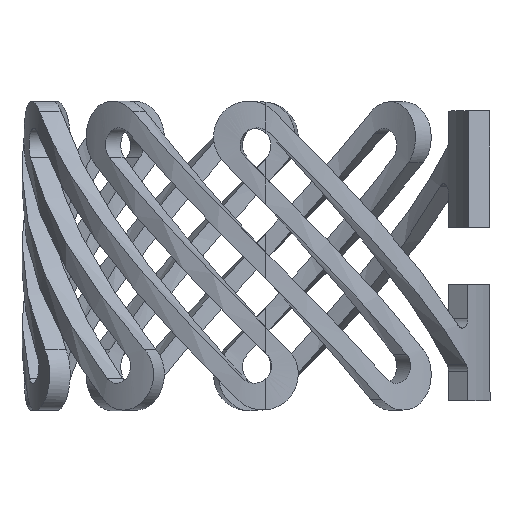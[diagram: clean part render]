
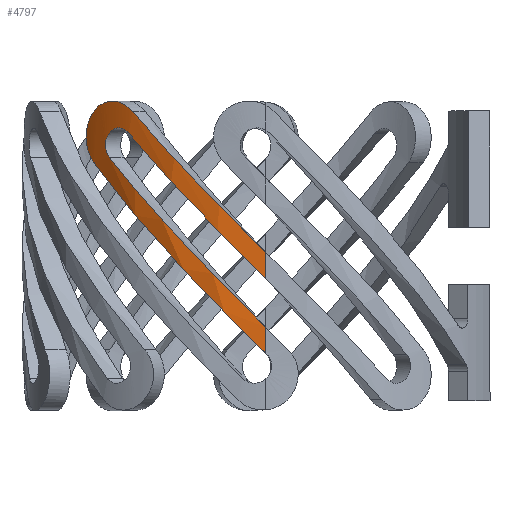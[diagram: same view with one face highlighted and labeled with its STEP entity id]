
A CAD part, top view. The second image highlights one B-rep face of the part: STEP entity #4797.
In plain terms, the highlighted cylindrical face has radius 10.5 mm (diameter 21 mm), a partial arc.
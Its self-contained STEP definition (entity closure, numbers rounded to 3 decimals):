
#23 = CARTESIAN_POINT ( 'NONE',  ( -2.015, -0.213, -12.215 ) ) ;
#79 = CARTESIAN_POINT ( 'NONE',  ( -0.587, 1.57, -12. ) ) ;
#94 = CARTESIAN_POINT ( 'NONE',  ( 0.425, -2.653, -12. ) ) ;
#119 = CARTESIAN_POINT ( 'NONE',  ( 0.425, -38.934, -12. ) ) ;
#323 = CARTESIAN_POINT ( 'NONE',  ( -5.572, 6.884, -13.879 ) ) ;
#353 = CARTESIAN_POINT ( 'NONE',  ( -7.175, 4.768, -15.254 ) ) ;
#381 = CARTESIAN_POINT ( 'NONE',  ( -0.622, 0.474, -12. ) ) ;
#446 = CARTESIAN_POINT ( 'NONE',  ( -6.411, 4.818, -14.53 ) ) ;
#448 = CARTESIAN_POINT ( 'NONE',  ( -6.318, 4.669, -14.452 ) ) ;
#732 = ORIENTED_EDGE ( 'NONE', *, *, #3873, .T. ) ;
#797 = CARTESIAN_POINT ( 'NONE',  ( -7.307, 5.746, -15.397 ) ) ;
#821 = CARTESIAN_POINT ( 'NONE',  ( -4.624, 4.662, -13.234 ) ) ;
#957 = DIRECTION ( 'NONE',  ( 0., 0., -1. ) ) ;
#988 = CARTESIAN_POINT ( 'NONE',  ( 0.425, -38.934, -12. ) ) ;
#1191 = ORIENTED_EDGE ( 'NONE', *, *, #3768, .T. ) ;
#1234 = CARTESIAN_POINT ( 'NONE',  ( -7.098, 6.484, -15.174 ) ) ;
#1243 = EDGE_LOOP ( 'NONE', ( #2092, #2995, #4667, #3079, #4956, #1191, #1412, #732 ) ) ;
#1357 = CARTESIAN_POINT ( 'NONE',  ( -5.756, 5.925, -14.01 ) ) ;
#1392 = CYLINDRICAL_SURFACE ( 'NONE', #2530, 10.5 ) ;
#1412 = ORIENTED_EDGE ( 'NONE', *, *, #5425, .T. ) ;
#1438 = CARTESIAN_POINT ( 'NONE',  ( -5.313, 6.629, -13.706 ) ) ;
#1475 = EDGE_CURVE ( 'NONE', #3564, #4811, #5045, .T. ) ;
#1660 = VERTEX_POINT ( 'NONE', #448 ) ;
#1675 = CARTESIAN_POINT ( 'NONE',  ( -6.497, 7.039, -14.603 ) ) ;
#1738 = CARTESIAN_POINT ( 'NONE',  ( -2.322, -1.038, -12.273 ) ) ;
#1778 = CARTESIAN_POINT ( 'NONE',  ( -5.313, 6.629, -13.706 ) ) ;
#1803 = CARTESIAN_POINT ( 'NONE',  ( -6.424, 5.571, -14.54 ) ) ;
#1829 = CARTESIAN_POINT ( 'NONE',  ( -4.309, 2.228, -13.049 ) ) ;
#1884 = CARTESIAN_POINT ( 'NONE',  ( -1.598, 2.582, -12.147 ) ) ;
#1925 = DIRECTION ( 'NONE',  ( 0., 1., 0. ) ) ;
#2092 = ORIENTED_EDGE ( 'NONE', *, *, #5316, .T. ) ;
#2121 = CARTESIAN_POINT ( 'NONE',  ( -5.877, 7.04, -14.099 ) ) ;
#2152 = CARTESIAN_POINT ( 'NONE',  ( -7.098, 4.601, -15.174 ) ) ;
#2178 = CARTESIAN_POINT ( 'NONE',  ( 0.425, -0.573, -12. ) ) ;
#2181 = CARTESIAN_POINT ( 'NONE',  ( -6.996, 4.457, -15.072 ) ) ;
#2248 = CARTESIAN_POINT ( 'NONE',  ( -6.468, 4.998, -14.579 ) ) ;
#2273 = CARTESIAN_POINT ( 'NONE',  ( 0.425, -2.653, -12. ) ) ;
#2530 = AXIS2_PLACEMENT_3D ( 'NONE', #3207, #5014, #957 ) ;
#2543 = B_SPLINE_CURVE_WITH_KNOTS ( 'NONE', 3,
 ( #2699, #4500, #446, #2248, #4059, #5860, #1803, #3618, #5420, #1357, #3170, #4979 ),
 .UNSPECIFIED., .F., .F.,
 ( 4, 2, 2, 2, 2, 4 ),
 ( 0., 0.125, 0.25, 0.5, 0.75, 1. ),
 .UNSPECIFIED. ) ;
#2575 = CARTESIAN_POINT ( 'NONE',  ( -5.313, 6.629, -13.706 ) ) ;
#2607 = CARTESIAN_POINT ( 'NONE',  ( -7.307, 5.339, -15.397 ) ) ;
#2635 = CARTESIAN_POINT ( 'NONE',  ( -3.67, 3.615, -12.775 ) ) ;
#2699 = CARTESIAN_POINT ( 'NONE',  ( -6.318, 4.669, -14.452 ) ) ;
#2784 = CARTESIAN_POINT ( 'NONE',  ( -5.489, 5.709, -13.824 ) ) ;
#2794 = DIRECTION ( 'NONE',  ( 0., 1., 0. ) ) ;
#2908 = VECTOR ( 'NONE', #1925, 1000. ) ;
#2995 = ORIENTED_EDGE ( 'NONE', *, *, #1475, .T. ) ;
#3045 = CARTESIAN_POINT ( 'NONE',  ( -7.175, 6.318, -15.254 ) ) ;
#3079 = ORIENTED_EDGE ( 'NONE', *, *, #5067, .T. ) ;
#3170 = CARTESIAN_POINT ( 'NONE',  ( -5.603, 5.847, -13.902 ) ) ;
#3207 = CARTESIAN_POINT ( 'NONE',  ( 0.425, -38.934, -22.5 ) ) ;
#3309 = CARTESIAN_POINT ( 'NONE',  ( 0.425, -0.573, -12. ) ) ;
#3387 = B_SPLINE_CURVE_WITH_KNOTS ( 'NONE', 3,
 ( #2575, #4376, #323, #2121, #3938, #5738, #1675, #3493, #5299, #1234, #3045, #4853, #797, #2607, #4408, #353, #2152, #3968 ),
 .UNSPECIFIED., .F., .F.,
 ( 4, 2, 2, 2, 2, 2, 2, 2, 4 ),
 ( 0., 0.125, 0.25, 0.375, 0.5, 0.625, 0.75, 0.875, 1. ),
 .UNSPECIFIED. ) ;
#3493 = CARTESIAN_POINT ( 'NONE',  ( -6.775, 6.883, -14.855 ) ) ;
#3537 = B_SPLINE_CURVE_WITH_KNOTS ( 'NONE', 3,
 ( #2181, #3995, #5799, #1738, #3552, #5362 ),
 .UNSPECIFIED., .F., .F.,
 ( 4, 2, 4 ),
 ( 0., 0.498, 0.997 ),
 .UNSPECIFIED. ) ;
#3552 = CARTESIAN_POINT ( 'NONE',  ( -0.948, -2.411, -12. ) ) ;
#3564 = VERTEX_POINT ( 'NONE', #4773 ) ;
#3618 = CARTESIAN_POINT ( 'NONE',  ( -6.212, 5.847, -14.363 ) ) ;
#3642 = CARTESIAN_POINT ( 'NONE',  ( -5.383, 3.449, -13.668 ) ) ;
#3692 = VERTEX_POINT ( 'NONE', #1778 ) ;
#3703 = CARTESIAN_POINT ( 'NONE',  ( -3.538, 4.605, -12.724 ) ) ;
#3768 = EDGE_CURVE ( 'NONE', #5759, #4872, #4178, .T. ) ;
#3873 = EDGE_CURVE ( 'NONE', #3692, #5812, #3387, .T. ) ;
#3938 = CARTESIAN_POINT ( 'NONE',  ( -6.032, 7.078, -14.218 ) ) ;
#3941 = EDGE_CURVE ( 'NONE', #4811, #1660, #4448, .T. ) ;
#3968 = CARTESIAN_POINT ( 'NONE',  ( -6.996, 4.457, -15.072 ) ) ;
#3995 = CARTESIAN_POINT ( 'NONE',  ( -6.024, 3.083, -14.101 ) ) ;
#4059 = CARTESIAN_POINT ( 'NONE',  ( -6.482, 5.092, -14.592 ) ) ;
#4083 = CARTESIAN_POINT ( 'NONE',  ( -0.795, -1.433, -12. ) ) ;
#4137 = CARTESIAN_POINT ( 'NONE',  ( 0.425, 0.558, -12. ) ) ;
#4178 = LINE ( 'NONE', #119, #2908 ) ;
#4362 = VERTEX_POINT ( 'NONE', #2784 ) ;
#4376 = CARTESIAN_POINT ( 'NONE',  ( -5.434, 6.773, -13.786 ) ) ;
#4408 = CARTESIAN_POINT ( 'NONE',  ( -7.281, 5.143, -15.368 ) ) ;
#4430 = CARTESIAN_POINT ( 'NONE',  ( -1.669, 1.521, -12.158 ) ) ;
#4432 = VECTOR ( 'NONE', #2794, 1000. ) ;
#4448 = B_SPLINE_CURVE_WITH_KNOTS ( 'NONE', 3,
 ( #2273, #4083, #23, #1829, #3642, #5445 ),
 .UNSPECIFIED., .F., .F.,
 ( 4, 2, 4 ),
 ( 0.115, 0.557, 1. ),
 .UNSPECIFIED. ) ;
#4500 = CARTESIAN_POINT ( 'NONE',  ( -6.371, 4.739, -14.496 ) ) ;
#4516 = EDGE_CURVE ( 'NONE', #4362, #5759, #5079, .T. ) ;
#4653 = CARTESIAN_POINT ( 'NONE',  ( 0.425, 0.558, -12. ) ) ;
#4667 = ORIENTED_EDGE ( 'NONE', *, *, #3941, .T. ) ;
#4754 = CARTESIAN_POINT ( 'NONE',  ( -6.996, 4.457, -15.072 ) ) ;
#4773 = CARTESIAN_POINT ( 'NONE',  ( 0.425, -3.785, -12. ) ) ;
#4797 = ADVANCED_FACE ( 'NONE', ( #5454 ), #1392, .T. ) ;
#4811 = VERTEX_POINT ( 'NONE', #94 ) ;
#4853 = CARTESIAN_POINT ( 'NONE',  ( -7.281, 5.942, -15.368 ) ) ;
#4872 = VERTEX_POINT ( 'NONE', #4653 ) ;
#4881 = CARTESIAN_POINT ( 'NONE',  ( -5.489, 5.709, -13.824 ) ) ;
#4956 = ORIENTED_EDGE ( 'NONE', *, *, #4516, .T. ) ;
#4979 = CARTESIAN_POINT ( 'NONE',  ( -5.489, 5.709, -13.824 ) ) ;
#5014 = DIRECTION ( 'NONE',  ( 0., 1., 0. ) ) ;
#5045 = LINE ( 'NONE', #988, #4432 ) ;
#5067 = EDGE_CURVE ( 'NONE', #1660, #4362, #2543, .T. ) ;
#5079 = B_SPLINE_CURVE_WITH_KNOTS ( 'NONE', 3,
 ( #4881, #821, #2635, #4430, #381, #2178 ),
 .UNSPECIFIED., .F., .F.,
 ( 4, 2, 4 ),
 ( 0., 0.274, 0.547 ),
 .UNSPECIFIED. ) ;
#5299 = CARTESIAN_POINT ( 'NONE',  ( -6.895, 6.772, -14.971 ) ) ;
#5316 = EDGE_CURVE ( 'NONE', #5812, #3564, #3537, .T. ) ;
#5362 = CARTESIAN_POINT ( 'NONE',  ( 0.425, -3.785, -12. ) ) ;
#5420 = CARTESIAN_POINT ( 'NONE',  ( -6.067, 5.925, -14.245 ) ) ;
#5425 = EDGE_CURVE ( 'NONE', #4872, #3692, #5571, .T. ) ;
#5445 = CARTESIAN_POINT ( 'NONE',  ( -6.318, 4.669, -14.452 ) ) ;
#5454 = FACE_OUTER_BOUND ( 'NONE', #1243, .T. ) ;
#5499 = CARTESIAN_POINT ( 'NONE',  ( -4.465, 5.617, -13.154 ) ) ;
#5571 = B_SPLINE_CURVE_WITH_KNOTS ( 'NONE', 3,
 ( #4137, #79, #1884, #3703, #5499, #1438 ),
 .UNSPECIFIED., .F., .F.,
 ( 4, 2, 4 ),
 ( 0.471, 0.736, 1. ),
 .UNSPECIFIED. ) ;
#5738 = CARTESIAN_POINT ( 'NONE',  ( -6.349, 7.078, -14.475 ) ) ;
#5759 = VERTEX_POINT ( 'NONE', #3309 ) ;
#5799 = CARTESIAN_POINT ( 'NONE',  ( -4.86, 1.71, -13.324 ) ) ;
#5812 = VERTEX_POINT ( 'NONE', #4754 ) ;
#5860 = CARTESIAN_POINT ( 'NONE',  ( -6.482, 5.384, -14.592 ) ) ;
